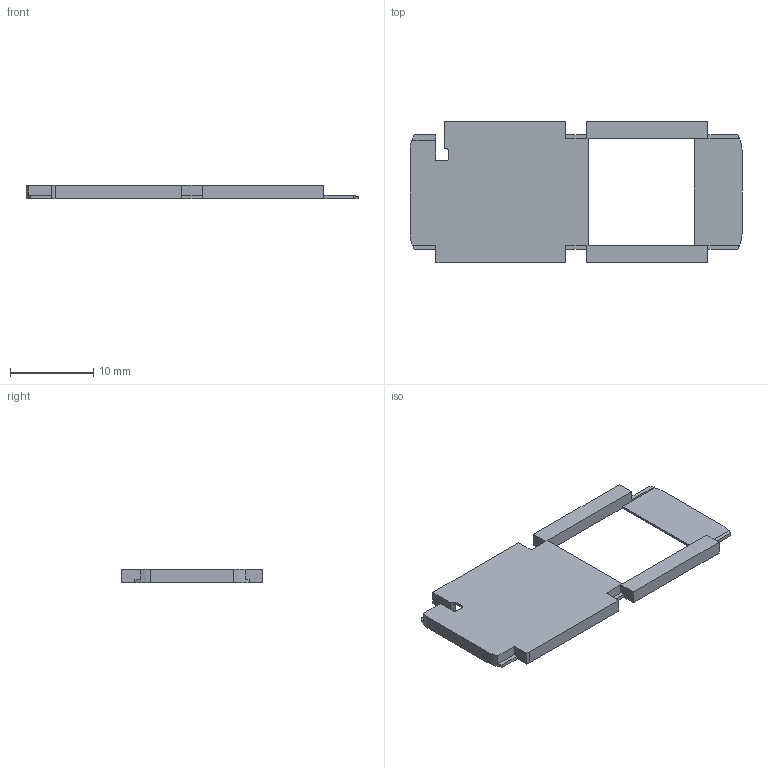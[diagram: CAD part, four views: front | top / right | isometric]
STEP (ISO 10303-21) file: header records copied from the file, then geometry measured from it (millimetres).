
FILE_DESCRIPTION(/* description */ (''),/* implementation_level */ '2;1');
FILE_NAME(/* name */ 'Switch-Ornament v1.2 Part B.step',/* time_stamp */ '2023-04-07T19:54:37+02:00',/* author */ (''),/* organization */ (''),/* preprocessor_version */ 'ST-DEVELOPER v19.2',/* originating_system */ 'Autodesk Translation Framework v12.4.0.73',/* authorisation */ '');
FILE_SCHEMA (('AUTOMOTIVE_DESIGN { 1 0 10303 214 3 1 1 }'));
Length unit declared in the file: millimetre
Products named in the file (1): Switch-Ornament v1.2 Part B
Bounding box: 40 x 17 x 1.6 mm (x, y, z)
Volume: 365.5 mm3; surface area: 1277.1 mm2
Topology: 1 solids, 1 shells, 75 faces, 222 edges, 148 vertices
Faces by surface type: plane 53, cylinder 22
Entity records: 2541 total; most frequent: CARTESIAN_POINT 446, ORIENTED_EDGE 444, DIRECTION 422, EDGE_CURVE 222, LINE 174, VECTOR 174, VERTEX_POINT 148, AXIS2_PLACEMENT_3D 124
